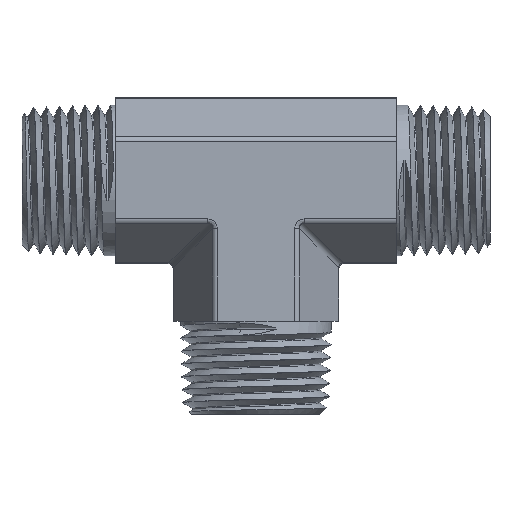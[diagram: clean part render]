
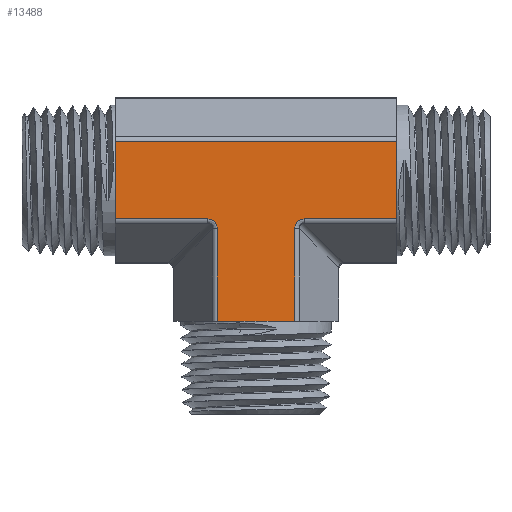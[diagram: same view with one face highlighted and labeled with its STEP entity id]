
A CAD part, top view. The second image highlights one B-rep face of the part: STEP entity #13488.
In plain terms, the highlighted planar face has unit normal (0, 0, 1).
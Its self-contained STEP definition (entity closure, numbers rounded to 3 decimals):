
#146=DIRECTION('',(0.,-1.,0.));
#147=VECTOR('',#146,2.707);
#148=CARTESIAN_POINT('',(20.,5.485,10.3));
#149=LINE('',#148,#147);
#259=DIRECTION('',(0.,-1.,0.));
#260=VECTOR('',#259,2.707);
#261=CARTESIAN_POINT('',(20.,-2.778,10.3));
#262=LINE('',#261,#260);
#319=DIRECTION('',(1.,0.,0.));
#320=VECTOR('',#319,40.);
#321=CARTESIAN_POINT('',(-20.,5.485,10.3));
#322=LINE('',#321,#320);
#326=DIRECTION('',(0.,-1.,0.));
#327=VECTOR('',#326,5.556);
#328=CARTESIAN_POINT('',(20.,2.778,10.3));
#329=LINE('',#328,#327);
#333=DIRECTION('',(-1.,0.,0.));
#334=VECTOR('',#333,13.13);
#335=CARTESIAN_POINT('',(20.,-5.485,10.3));
#336=LINE('',#335,#334);
#340=CARTESIAN_POINT('',(5.485,-6.87,10.3));
#341=CARTESIAN_POINT('',(5.485,-6.826,10.3));
#342=CARTESIAN_POINT('',(5.488,-6.74,10.3));
#343=CARTESIAN_POINT('',(5.503,-6.614,10.3));
#344=CARTESIAN_POINT('',(5.527,-6.495,10.3));
#345=CARTESIAN_POINT('',(5.559,-6.383,10.3));
#346=CARTESIAN_POINT('',(5.598,-6.278,10.3));
#347=CARTESIAN_POINT('',(5.643,-6.182,10.3));
#348=CARTESIAN_POINT('',(5.693,-6.094,10.3));
#349=CARTESIAN_POINT('',(5.748,-6.014,10.3));
#350=CARTESIAN_POINT('',(5.807,-5.939,10.3));
#351=CARTESIAN_POINT('',(5.871,-5.871,10.3));
#352=CARTESIAN_POINT('',(5.94,-5.807,10.3));
#353=CARTESIAN_POINT('',(6.014,-5.748,10.3));
#354=CARTESIAN_POINT('',(6.095,-5.693,10.3));
#355=CARTESIAN_POINT('',(6.183,-5.643,10.3));
#356=CARTESIAN_POINT('',(6.279,-5.598,10.3));
#357=CARTESIAN_POINT('',(6.383,-5.559,10.3));
#358=CARTESIAN_POINT('',(6.495,-5.527,10.3));
#359=CARTESIAN_POINT('',(6.615,-5.503,10.3));
#360=CARTESIAN_POINT('',(6.74,-5.488,10.3));
#361=CARTESIAN_POINT('',(6.826,-5.485,10.3));
#362=CARTESIAN_POINT('',(6.87,-5.485,10.3));
#367=DIRECTION('',(0.,1.,0.));
#368=VECTOR('',#367,13.13);
#369=CARTESIAN_POINT('',(5.485,-20.,10.3));
#370=LINE('',#369,#368);
#374=DIRECTION('',(1.,0.,0.));
#375=VECTOR('',#374,5.556);
#376=CARTESIAN_POINT('',(-2.778,-20.,10.3));
#377=LINE('',#376,#375);
#381=DIRECTION('',(0.,1.,0.));
#382=VECTOR('',#381,13.13);
#383=CARTESIAN_POINT('',(-5.485,-20.,10.3));
#384=LINE('',#383,#382);
#388=CARTESIAN_POINT('',(-6.87,-5.485,10.3));
#389=CARTESIAN_POINT('',(-6.826,-5.485,10.3));
#390=CARTESIAN_POINT('',(-6.74,-5.488,10.3));
#391=CARTESIAN_POINT('',(-6.614,-5.503,10.3));
#392=CARTESIAN_POINT('',(-6.495,-5.527,10.3));
#393=CARTESIAN_POINT('',(-6.383,-5.559,10.3));
#394=CARTESIAN_POINT('',(-6.278,-5.598,10.3));
#395=CARTESIAN_POINT('',(-6.182,-5.643,10.3));
#396=CARTESIAN_POINT('',(-6.094,-5.693,10.3));
#397=CARTESIAN_POINT('',(-6.014,-5.748,10.3));
#398=CARTESIAN_POINT('',(-5.939,-5.807,10.3));
#399=CARTESIAN_POINT('',(-5.871,-5.871,10.3));
#400=CARTESIAN_POINT('',(-5.807,-5.94,10.3));
#401=CARTESIAN_POINT('',(-5.748,-6.014,10.3));
#402=CARTESIAN_POINT('',(-5.693,-6.095,10.3));
#403=CARTESIAN_POINT('',(-5.643,-6.183,10.3));
#404=CARTESIAN_POINT('',(-5.598,-6.279,10.3));
#405=CARTESIAN_POINT('',(-5.559,-6.383,10.3));
#406=CARTESIAN_POINT('',(-5.527,-6.495,10.3));
#407=CARTESIAN_POINT('',(-5.503,-6.615,10.3));
#408=CARTESIAN_POINT('',(-5.488,-6.74,10.3));
#409=CARTESIAN_POINT('',(-5.485,-6.826,10.3));
#410=CARTESIAN_POINT('',(-5.485,-6.87,10.3));
#415=DIRECTION('',(1.,0.,0.));
#416=VECTOR('',#415,13.13);
#417=CARTESIAN_POINT('',(-20.,-5.485,10.3));
#418=LINE('',#417,#416);
#422=DIRECTION('',(0.,-1.,0.));
#423=VECTOR('',#422,5.556);
#424=CARTESIAN_POINT('',(-20.,2.778,10.3));
#425=LINE('',#424,#423);
#547=DIRECTION('',(0.,1.,0.));
#548=VECTOR('',#547,2.707);
#549=CARTESIAN_POINT('',(-20.,2.778,10.3));
#550=LINE('',#549,#548);
#660=DIRECTION('',(0.,1.,0.));
#661=VECTOR('',#660,2.707);
#662=CARTESIAN_POINT('',(-20.,-5.485,10.3));
#663=LINE('',#662,#661);
#4412=DIRECTION('',(-1.,0.,0.));
#4413=VECTOR('',#4412,2.707);
#4414=CARTESIAN_POINT('',(-2.778,-20.,10.3));
#4415=LINE('',#4414,#4413);
#4457=DIRECTION('',(-1.,0.,0.));
#4458=VECTOR('',#4457,2.707);
#4459=CARTESIAN_POINT('',(5.485,-20.,10.3));
#4460=LINE('',#4459,#4458);
#13121=CARTESIAN_POINT('',(20.,5.485,10.3));
#13123=VERTEX_POINT('',#13121);
#13124=CARTESIAN_POINT('',(-20.,5.485,10.3));
#13125=VERTEX_POINT('',#13124);
#13160=CARTESIAN_POINT('',(-5.485,-20.,10.3));
#13162=VERTEX_POINT('',#13160);
#13166=CARTESIAN_POINT('',(-5.485,-6.87,
10.3));
#13167=VERTEX_POINT('',#13166);
#13169=CARTESIAN_POINT('',(-20.,-5.485,10.3));
#13171=VERTEX_POINT('',#13169);
#13172=CARTESIAN_POINT('',(-6.87,-5.485,
10.3));
#13173=VERTEX_POINT('',#13172);
#13177=CARTESIAN_POINT('',(5.485,-20.,10.3));
#13179=VERTEX_POINT('',#13177);
#13180=CARTESIAN_POINT('',(5.485,-6.87,
10.3));
#13181=VERTEX_POINT('',#13180);
#13184=CARTESIAN_POINT('',(20.,-5.485,10.3));
#13186=VERTEX_POINT('',#13184);
#13190=CARTESIAN_POINT('',(6.87,-5.485,
10.3));
#13191=VERTEX_POINT('',#13190);
#13287=CARTESIAN_POINT('',(-20.,2.778,10.3));
#13288=CARTESIAN_POINT('',(-20.,-2.778,10.3));
#13289=VERTEX_POINT('',#13287);
#13290=VERTEX_POINT('',#13288);
#13301=CARTESIAN_POINT('',(-2.778,-20.,10.3));
#13302=CARTESIAN_POINT('',(2.778,-20.,10.3));
#13303=VERTEX_POINT('',#13301);
#13304=VERTEX_POINT('',#13302);
#13327=CARTESIAN_POINT('',(20.,2.778,10.3));
#13328=CARTESIAN_POINT('',(20.,-2.778,10.3));
#13329=VERTEX_POINT('',#13327);
#13330=VERTEX_POINT('',#13328);
#13452=CARTESIAN_POINT('',(0.,5.947,10.3));
#13453=DIRECTION('',(0.,0.,1.));
#13454=DIRECTION('',(0.,-1.,0.));
#13455=AXIS2_PLACEMENT_3D('',#13452,#13453,#13454);
#13456=PLANE('',#13455);
#13457=ORIENTED_EDGE('',*,*,#13443,.T.);
#13458=ORIENTED_EDGE('',*,*,#13348,.T.);
#13460=ORIENTED_EDGE('',*,*,#13459,.T.);
#13461=ORIENTED_EDGE('',*,*,#13410,.T.);
#13463=ORIENTED_EDGE('',*,*,#13462,.T.);
#13465=ORIENTED_EDGE('',*,*,#13464,.F.);
#13467=ORIENTED_EDGE('',*,*,#13466,.F.);
#13469=ORIENTED_EDGE('',*,*,#13468,.T.);
#13471=ORIENTED_EDGE('',*,*,#13470,.F.);
#13473=ORIENTED_EDGE('',*,*,#13472,.T.);
#13475=ORIENTED_EDGE('',*,*,#13474,.T.);
#13477=ORIENTED_EDGE('',*,*,#13476,.F.);
#13479=ORIENTED_EDGE('',*,*,#13478,.F.);
#13481=ORIENTED_EDGE('',*,*,#13480,.T.);
#13483=ORIENTED_EDGE('',*,*,#13482,.F.);
#13485=ORIENTED_EDGE('',*,*,#13484,.T.);
#13486=EDGE_LOOP('',(#13457,#13458,#13460,#13461,#13463,#13465,#13467,#13469,
#13471,#13473,#13475,#13477,#13479,#13481,#13483,#13485));
#13487=FACE_OUTER_BOUND('',#13486,.F.);
#363=B_SPLINE_CURVE_WITH_KNOTS('',3,(#340,#341,#342,#343,#344,#345,#346,#347,
#348,#349,#350,#351,#352,#353,#354,#355,#356,#357,#358,#359,#360,#361,#362),
.UNSPECIFIED.,.F.,.F.,(4,1,1,1,1,1,1,1,1,1,1,1,1,1,1,1,1,1,1,1,4),(0.,0.05,
0.1,0.15,0.2,0.25,0.3,0.35,0.4,0.45,0.5,0.55,0.6,0.65,
0.7,0.75,0.8,0.85,0.9,0.95,1.),.UNSPECIFIED.);
#411=B_SPLINE_CURVE_WITH_KNOTS('',3,(#388,#389,#390,#391,#392,#393,#394,#395,
#396,#397,#398,#399,#400,#401,#402,#403,#404,#405,#406,#407,#408,#409,#410),
.UNSPECIFIED.,.F.,.F.,(4,1,1,1,1,1,1,1,1,1,1,1,1,1,1,1,1,1,1,1,4),(0.,0.05,
0.1,0.15,0.2,0.25,0.3,0.35,0.4,0.45,0.5,0.55,0.6,0.65,
0.7,0.75,0.8,0.85,0.9,0.95,1.),.UNSPECIFIED.);
#13348=EDGE_CURVE('',#13123,#13329,#149,.T.);
#13410=EDGE_CURVE('',#13330,#13186,#262,.T.);
#13443=EDGE_CURVE('',#13125,#13123,#322,.T.);
#13459=EDGE_CURVE('',#13329,#13330,#329,.T.);
#13462=EDGE_CURVE('',#13186,#13191,#336,.T.);
#13464=EDGE_CURVE('',#13181,#13191,#363,.T.);
#13466=EDGE_CURVE('',#13179,#13181,#370,.T.);
#13468=EDGE_CURVE('',#13179,#13304,#4460,.T.);
#13470=EDGE_CURVE('',#13303,#13304,#377,.T.);
#13472=EDGE_CURVE('',#13303,#13162,#4415,.T.);
#13474=EDGE_CURVE('',#13162,#13167,#384,.T.);
#13476=EDGE_CURVE('',#13173,#13167,#411,.T.);
#13478=EDGE_CURVE('',#13171,#13173,#418,.T.);
#13480=EDGE_CURVE('',#13171,#13290,#663,.T.);
#13482=EDGE_CURVE('',#13289,#13290,#425,.T.);
#13484=EDGE_CURVE('',#13289,#13125,#550,.T.);
#13488=ADVANCED_FACE('',(#13487),#13456,.T.);
